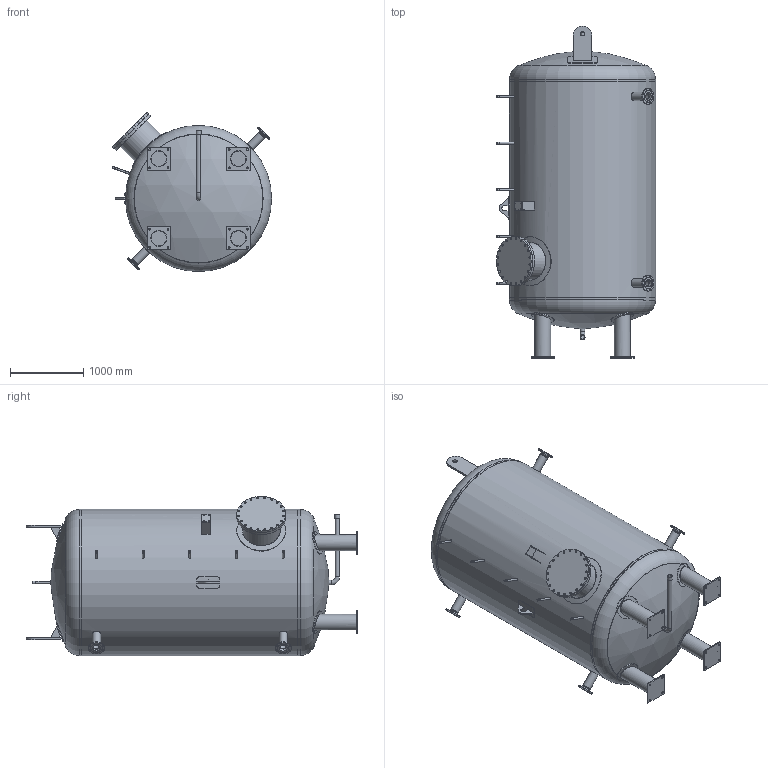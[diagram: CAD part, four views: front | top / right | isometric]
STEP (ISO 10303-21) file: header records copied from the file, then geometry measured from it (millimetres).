
FILE_DESCRIPTION(/* description */ (''),/* implementation_level */ '2;1');
FILE_NAME(/* name */ 'Ø2000_10_6_200_RF_WZ2.stp',/* time_stamp */ '2020-07-08T15:13:20+02:00',/* author */ ('ch'),/* organization */ ('DEHOUST GmbH Heidenau'),/* preprocessor_version */ 'ST-DEVELOPER v17.2',/* originating_system */ 'Autodesk Inventor 2019',/* authorisation */ '');
FILE_SCHEMA (('AUTOMOTIVE_DESIGN { 1 0 10303 214 3 1 1 }'));
Length unit declared in the file: millimetre
Products named in the file (27): 814828; Klöpper_Gew_PL2019-13; Zyl_Ø2000_7x2955_mV_2019; TÖB_Puffer_PL2019-09; Fuß_Puffer_PL2019-14; Dom DN500_1092-1-01_PN10_9x370_2019; DIN EN 10220-1 - 508 x 8,8 - 370; Flansch EN1092-1_01_DN500_PN10; B-Flansch EN1092-1_05_DN500_PN10; DN100_Ø2000_180°_Iso200_ mB; DIN EN 10220-1 - 114,3 x 4 - 995; DIN 2605 90 Grad Schenkelrohrtyp 3 114.3 - 3.6S; DIN 2633 schweißhalsflansch Typ C Serie 1 (ISO) - PN 16 100 x 114.
3; TÖM Ø2000 mV; Muffe Thermo Iso200; DIN EN 10220-1 - 26,9 x 2,6 - 250; ISO 4145 Fassung M2 1/2; Iso200_Ø2000_10_Alu; Entlüftung 1 Iso200_2019; DIN EN 10220-1 - 33,7 x 3,2 - 230; ISO 4145 Fassung M2 1; Schildbrücke Pu-Iso200; Entleerung 2_ mB_800; DIN EN 10220-1 - 60,3 x 4 - 50; DIN EN 10220-1 - 60,3 x 4 - 800; DIN 2605 90 Grad Schenkelrohrtyp 3 60.3 - 2S; ISO 4144 Fassung S2 2
Assembly tree (38 placements, depth 3):
  814828
    Klöpper_Gew_PL2019-13  x2
    Zyl_Ø2000_7x2955_mV_2019
    TÖB_Puffer_PL2019-09  x2
    Fuß_Puffer_PL2019-14  x4
    Dom DN500_1092-1-01_PN10_9x370_2019
      DIN EN 10220-1 - 508 x 8,8 - 370
      Flansch EN1092-1_01_DN500_PN10
      B-Flansch EN1092-1_05_DN500_PN10
    DN100_Ø2000_180°_Iso200_ mB  x4
      DIN EN 10220-1 - 114,3 x 4 - 995
      DIN 2605 90 Grad Schenkelrohrtyp 3 114.3 - 3.6S
      DIN 2633 schweißhalsflansch Typ C Serie 1 (ISO) - PN 16 100 x 114.
3
    TÖM Ø2000 mV
    Muffe Thermo Iso200  x5
      DIN EN 10220-1 - 26,9 x 2,6 - 250
      ISO 4145 Fassung M2 1/2
    Iso200_Ø2000_10_Alu
    Entlüftung 1 Iso200_2019
      DIN EN 10220-1 - 33,7 x 3,2 - 230
      ISO 4145 Fassung M2 1
    Schildbrücke Pu-Iso200
    Entleerung 2_ mB_800
      DIN EN 10220-1 - 60,3 x 4 - 50
      DIN EN 10220-1 - 60,3 x 4 - 800
      DIN 2605 90 Grad Schenkelrohrtyp 3 60.3 - 2S
      ISO 4144 Fassung S2 2
Bounding box: 2179.13 x 4540.48 x 2178.04 mm (x, y, z)
Volume: 315001839.2 mm3; surface area: 67233984.2 mm2
Topology: 57 solids, 57 shells, 428 faces, 1012 edges, 708 vertices
Faces by surface type: cylinder 216, plane 166, torus 22, sphere 20, cone 4
Full cylindrical faces by diameter (mm): 5 x1, 5.8 x4, 18 x32, 18.631 x5, 21.7 x5, 24 x16, 26 x40, 26.4 x5, 26.9 x10, 27.3 x1, 30.291 x1, 33.7 x1, 39.5 x1, 52.3 x2, 56.656 x1, 60 x2, 60.3 x4, 68 x1, 106.3 x4, 107.1 x4, 114.3 x12, 158 x4, 206.5 x4, 219.1 x4, 220 x4, 320 x4, 490.4 x1, 508 x2, 513.5 x1, 520 x1
Entity records: 10566 total; most frequent: CARTESIAN_POINT 3440, DIRECTION 1366, ORIENTED_EDGE 1150, EDGE_CURVE 575, AXIS2_PLACEMENT_3D 569, EDGE_LOOP 406, VERTEX_POINT 399, CIRCLE 271
